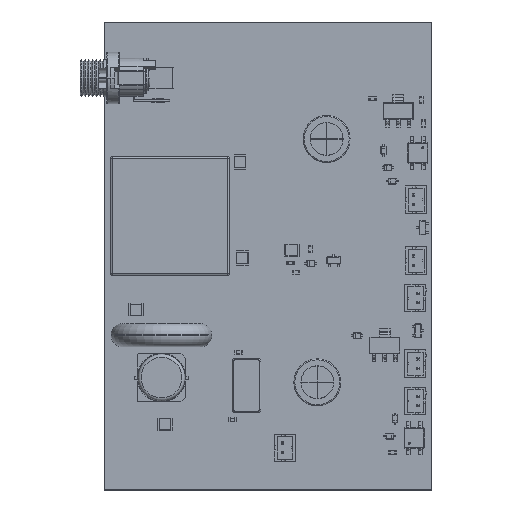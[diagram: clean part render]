
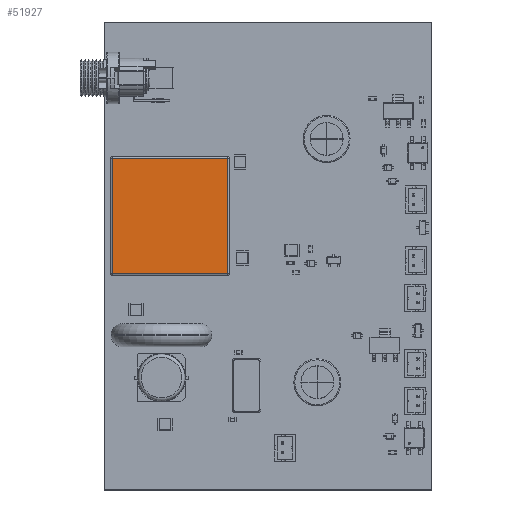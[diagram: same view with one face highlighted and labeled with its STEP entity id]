
A CAD part, top view. The second image highlights one B-rep face of the part: STEP entity #51927.
In plain terms, the highlighted face is planar.
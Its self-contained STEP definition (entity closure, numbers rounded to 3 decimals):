
#51688 = CYLINDRICAL_SURFACE('',#51689,0.4);
#51689 = AXIS2_PLACEMENT_3D('',#51690,#51691,#51692);
#51690 = CARTESIAN_POINT('',(-12.3,11.3,12.7));
#51691 = DIRECTION('',(0.,0.,-1.));
#51692 = DIRECTION('',(-1.,0.,0.));
#51764 = CYLINDRICAL_SURFACE('',#51765,0.4);
#51765 = AXIS2_PLACEMENT_3D('',#51766,#51767,#51768);
#51766 = CARTESIAN_POINT('',(-12.7,11.3,12.3));
#51767 = DIRECTION('',(-1.,0.,0.));
#51768 = DIRECTION('',(0.,0.,1.));
#51840 = CYLINDRICAL_SURFACE('',#51841,0.4);
#51841 = AXIS2_PLACEMENT_3D('',#51842,#51843,#51844);
#51842 = CARTESIAN_POINT('',(12.3,11.3,12.7));
#51843 = DIRECTION('',(0.,0.,1.));
#51844 = DIRECTION('',(1.,0.,0.));
#51894 = CYLINDRICAL_SURFACE('',#51895,0.4);
#51895 = AXIS2_PLACEMENT_3D('',#51896,#51897,#51898);
#51896 = CARTESIAN_POINT('',(-12.7,11.3,-12.3));
#51897 = DIRECTION('',(1.,0.,0.));
#51898 = DIRECTION('',(0.,0.,-1.));
#51927 = ADVANCED_FACE('',(#51928),#51942,.T.);
#51928 = FACE_BOUND('',#51929,.T.);
#51929 = EDGE_LOOP('',(#51930,#51960,#51983,#52006));
#51930 = ORIENTED_EDGE('',*,*,#51931,.T.);
#51931 = EDGE_CURVE('',#51932,#51934,#51936,.T.);
#51932 = VERTEX_POINT('',#51933);
#51933 = CARTESIAN_POINT('',(-12.3,11.7,12.3));
#51934 = VERTEX_POINT('',#51935);
#51935 = CARTESIAN_POINT('',(12.3,11.7,12.3));
#51936 = SURFACE_CURVE('',#51937,(#51941,#51953),.PCURVE_S1.);
#51937 = LINE('',#51938,#51939);
#51938 = CARTESIAN_POINT('',(12.7,11.7,12.3));
#51939 = VECTOR('',#51940,1.);
#51940 = DIRECTION('',(1.,0.,0.));
#51941 = PCURVE('',#51942,#51947);
#51942 = PLANE('',#51943);
#51943 = AXIS2_PLACEMENT_3D('',#51944,#51945,#51946);
#51944 = CARTESIAN_POINT('',(-12.7,11.7,12.7));
#51945 = DIRECTION('',(0.,1.,0.));
#51946 = DIRECTION('',(0.,-0.,1.));
#51947 = DEFINITIONAL_REPRESENTATION('',(#51948),#51952);
#51948 = LINE('',#51949,#51950);
#51949 = CARTESIAN_POINT('',(-0.4,25.4));
#51950 = VECTOR('',#51951,1.);
#51951 = DIRECTION('',(0.,1.));
#51952 = ( GEOMETRIC_REPRESENTATION_CONTEXT(2) 
PARAMETRIC_REPRESENTATION_CONTEXT() REPRESENTATION_CONTEXT('2D SPACE',''
  ) );
#51953 = PCURVE('',#51764,#51954);
#51954 = DEFINITIONAL_REPRESENTATION('',(#51955),#51959);
#51955 = LINE('',#51956,#51957);
#51956 = CARTESIAN_POINT('',(1.571,-25.4));
#51957 = VECTOR('',#51958,1.);
#51958 = DIRECTION('',(0.,-1.));
#51959 = ( GEOMETRIC_REPRESENTATION_CONTEXT(2) 
PARAMETRIC_REPRESENTATION_CONTEXT() REPRESENTATION_CONTEXT('2D SPACE',''
  ) );
#51960 = ORIENTED_EDGE('',*,*,#51961,.T.);
#51961 = EDGE_CURVE('',#51934,#51962,#51964,.T.);
#51962 = VERTEX_POINT('',#51963);
#51963 = CARTESIAN_POINT('',(12.3,11.7,-12.3));
#51964 = SURFACE_CURVE('',#51965,(#51969,#51976),.PCURVE_S1.);
#51965 = LINE('',#51966,#51967);
#51966 = CARTESIAN_POINT('',(12.3,11.7,-12.7));
#51967 = VECTOR('',#51968,1.);
#51968 = DIRECTION('',(0.,0.,-1.));
#51969 = PCURVE('',#51942,#51970);
#51970 = DEFINITIONAL_REPRESENTATION('',(#51971),#51975);
#51971 = LINE('',#51972,#51973);
#51972 = CARTESIAN_POINT('',(-25.4,25.));
#51973 = VECTOR('',#51974,1.);
#51974 = DIRECTION('',(-1.,0.));
#51975 = ( GEOMETRIC_REPRESENTATION_CONTEXT(2) 
PARAMETRIC_REPRESENTATION_CONTEXT() REPRESENTATION_CONTEXT('2D SPACE',''
  ) );
#51976 = PCURVE('',#51840,#51977);
#51977 = DEFINITIONAL_REPRESENTATION('',(#51978),#51982);
#51978 = LINE('',#51979,#51980);
#51979 = CARTESIAN_POINT('',(1.571,-25.4));
#51980 = VECTOR('',#51981,1.);
#51981 = DIRECTION('',(0.,-1.));
#51982 = ( GEOMETRIC_REPRESENTATION_CONTEXT(2) 
PARAMETRIC_REPRESENTATION_CONTEXT() REPRESENTATION_CONTEXT('2D SPACE',''
  ) );
#51983 = ORIENTED_EDGE('',*,*,#51984,.T.);
#51984 = EDGE_CURVE('',#51962,#51985,#51987,.T.);
#51985 = VERTEX_POINT('',#51986);
#51986 = CARTESIAN_POINT('',(-12.3,11.7,-12.3));
#51987 = SURFACE_CURVE('',#51988,(#51992,#51999),.PCURVE_S1.);
#51988 = LINE('',#51989,#51990);
#51989 = CARTESIAN_POINT('',(-12.7,11.7,-12.3));
#51990 = VECTOR('',#51991,1.);
#51991 = DIRECTION('',(-1.,0.,0.));
#51992 = PCURVE('',#51942,#51993);
#51993 = DEFINITIONAL_REPRESENTATION('',(#51994),#51998);
#51994 = LINE('',#51995,#51996);
#51995 = CARTESIAN_POINT('',(-25.,0.));
#51996 = VECTOR('',#51997,1.);
#51997 = DIRECTION('',(0.,-1.));
#51998 = ( GEOMETRIC_REPRESENTATION_CONTEXT(2) 
PARAMETRIC_REPRESENTATION_CONTEXT() REPRESENTATION_CONTEXT('2D SPACE',''
  ) );
#51999 = PCURVE('',#51894,#52000);
#52000 = DEFINITIONAL_REPRESENTATION('',(#52001),#52005);
#52001 = LINE('',#52002,#52003);
#52002 = CARTESIAN_POINT('',(1.571,0.));
#52003 = VECTOR('',#52004,1.);
#52004 = DIRECTION('',(0.,-1.));
#52005 = ( GEOMETRIC_REPRESENTATION_CONTEXT(2) 
PARAMETRIC_REPRESENTATION_CONTEXT() REPRESENTATION_CONTEXT('2D SPACE',''
  ) );
#52006 = ORIENTED_EDGE('',*,*,#52007,.T.);
#52007 = EDGE_CURVE('',#51985,#51932,#52008,.T.);
#52008 = SURFACE_CURVE('',#52009,(#52013,#52020),.PCURVE_S1.);
#52009 = LINE('',#52010,#52011);
#52010 = CARTESIAN_POINT('',(-12.3,11.7,12.7));
#52011 = VECTOR('',#52012,1.);
#52012 = DIRECTION('',(0.,0.,1.));
#52013 = PCURVE('',#51942,#52014);
#52014 = DEFINITIONAL_REPRESENTATION('',(#52015),#52019);
#52015 = LINE('',#52016,#52017);
#52016 = CARTESIAN_POINT('',(0.,0.4));
#52017 = VECTOR('',#52018,1.);
#52018 = DIRECTION('',(1.,0.));
#52019 = ( GEOMETRIC_REPRESENTATION_CONTEXT(2) 
PARAMETRIC_REPRESENTATION_CONTEXT() REPRESENTATION_CONTEXT('2D SPACE',''
  ) );
#52020 = PCURVE('',#51688,#52021);
#52021 = DEFINITIONAL_REPRESENTATION('',(#52022),#52026);
#52022 = LINE('',#52023,#52024);
#52023 = CARTESIAN_POINT('',(1.571,0.));
#52024 = VECTOR('',#52025,1.);
#52025 = DIRECTION('',(0.,-1.));
#52026 = ( GEOMETRIC_REPRESENTATION_CONTEXT(2) 
PARAMETRIC_REPRESENTATION_CONTEXT() REPRESENTATION_CONTEXT('2D SPACE',''
  ) );
